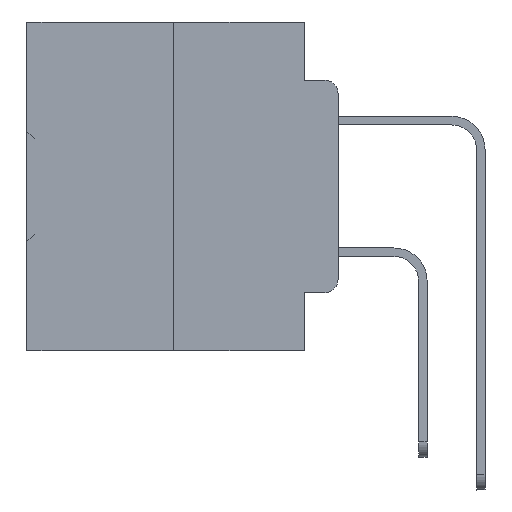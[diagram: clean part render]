
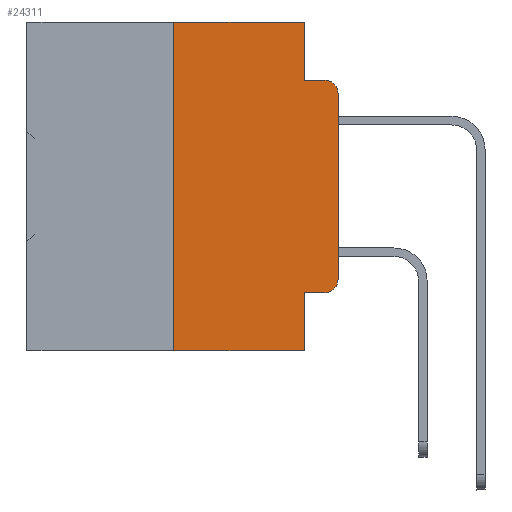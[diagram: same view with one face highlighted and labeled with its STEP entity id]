
A CAD part, left-side view. The second image highlights one B-rep face of the part: STEP entity #24311.
In plain terms, the highlighted planar face has unit normal (-1, 0, 0).
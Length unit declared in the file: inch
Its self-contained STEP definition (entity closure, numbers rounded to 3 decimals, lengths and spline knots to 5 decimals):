
#122 = EDGE_CURVE ( 'NONE', #18071, #34011, #28911, .T. ) ;
#256 = DIRECTION ( 'NONE',  ( 1., 0., 0. ) ) ;
#409 = DIRECTION ( 'NONE',  ( -1., 0., 0. ) ) ;
#1019 = ORIENTED_EDGE ( 'NONE', *, *, #6327, .T. ) ;
#1513 = CARTESIAN_POINT ( 'NONE',  ( 0., 0.25, -0.5 ) ) ;
#1630 = CARTESIAN_POINT ( 'NONE',  ( 0., 0.02, -0.4115 ) ) ;
#2013 = VECTOR ( 'NONE', #15679, 39.37008 ) ;
#2199 = VECTOR ( 'NONE', #38787, 39.37008 ) ;
#2209 = CARTESIAN_POINT ( 'NONE',  ( 0., 0.051, -0.5 ) ) ;
#3194 = LINE ( 'NONE', #14358, #2199 ) ;
#3271 = LINE ( 'NONE', #28026, #25986 ) ;
#3647 = VECTOR ( 'NONE', #16564, 39.37008 ) ;
#3972 = ORIENTED_EDGE ( 'NONE', *, *, #35393, .F. ) ;
#4031 = DIRECTION ( 'NONE',  ( -1., 0., 0. ) ) ;
#4544 = FACE_OUTER_BOUND ( 'NONE', #8307, .T. ) ;
#4930 = EDGE_CURVE ( 'NONE', #33511, #37671, #11299, .T. ) ;
#5512 = DIRECTION ( 'NONE',  ( 0., 0., -1. ) ) ;
#5834 = VERTEX_POINT ( 'NONE', #1630 ) ;
#5912 = ORIENTED_EDGE ( 'NONE', *, *, #20302, .F. ) ;
#5955 = ORIENTED_EDGE ( 'NONE', *, *, #38293, .T. ) ;
#6327 = EDGE_CURVE ( 'NONE', #17665, #5834, #20116, .T. ) ;
#6943 = CARTESIAN_POINT ( 'NONE',  ( 0., 0.25, 0. ) ) ;
#7219 = VERTEX_POINT ( 'NONE', #2209 ) ;
#8082 = CARTESIAN_POINT ( 'NONE',  ( 0., 0., -0.1085 ) ) ;
#8307 = EDGE_LOOP ( 'NONE', ( #8362, #19457, #3972, #5912, #32469, #37194, #13782, #22832, #1019, #5955 ) ) ;
#8339 = LINE ( 'NONE', #19197, #38091 ) ;
#8362 = ORIENTED_EDGE ( 'NONE', *, *, #39160, .T. ) ;
#8904 = VERTEX_POINT ( 'NONE', #27514 ) ;
#9355 = LINE ( 'NONE', #27854, #2013 ) ;
#9418 = DIRECTION ( 'NONE',  ( 0., 0., -1. ) ) ;
#10242 = CARTESIAN_POINT ( 'NONE',  ( 0., 0.051, -0.0885 ) ) ;
#11299 = LINE ( 'NONE', #34097, #18495 ) ;
#11663 = LINE ( 'NONE', #17244, #27952 ) ;
#12771 = DIRECTION ( 'NONE',  ( 0., -1., 0. ) ) ;
#13717 = VECTOR ( 'NONE', #39084, 39.37008 ) ;
#13782 = ORIENTED_EDGE ( 'NONE', *, *, #27788, .T. ) ;
#14358 = CARTESIAN_POINT ( 'NONE',  ( 0., 0., 0. ) ) ;
#15629 = AXIS2_PLACEMENT_3D ( 'NONE', #31125, #256, #21969 ) ;
#15679 = DIRECTION ( 'NONE',  ( 0., 0., -1. ) ) ;
#16564 = DIRECTION ( 'NONE',  ( 0., -1., 0. ) ) ;
#17244 = CARTESIAN_POINT ( 'NONE',  ( 0., 0.473, -0.5 ) ) ;
#17665 = VERTEX_POINT ( 'NONE', #30734 ) ;
#17712 = CARTESIAN_POINT ( 'NONE',  ( 0., 0.051, -0.0885 ) ) ;
#18071 = VERTEX_POINT ( 'NONE', #8082 ) ;
#18495 = VECTOR ( 'NONE', #21734, 39.37008 ) ;
#19036 = CARTESIAN_POINT ( 'NONE',  ( 0., 0.02, -0.3915 ) ) ;
#19197 = CARTESIAN_POINT ( 'NONE',  ( 0., 0.051, 0. ) ) ;
#19457 = ORIENTED_EDGE ( 'NONE', *, *, #122, .T. ) ;
#20116 = LINE ( 'NONE', #31882, #3647 ) ;
#20302 = EDGE_CURVE ( 'NONE', #8904, #23120, #9355, .T. ) ;
#21628 = VERTEX_POINT ( 'NONE', #37226 ) ;
#21734 = DIRECTION ( 'NONE',  ( 0., 0., 1. ) ) ;
#21969 = DIRECTION ( 'NONE',  ( 0., 0., -1. ) ) ;
#22120 = DIRECTION ( 'NONE',  ( 0., 0., -1. ) ) ;
#22832 = ORIENTED_EDGE ( 'NONE', *, *, #25650, .F. ) ;
#23120 = VERTEX_POINT ( 'NONE', #10242 ) ;
#24311 = ADVANCED_FACE ( 'NONE', ( #4544 ), #37211, .F. ) ;
#25004 = CIRCLE ( 'NONE', #32271, 0.02 ) ;
#25650 = EDGE_CURVE ( 'NONE', #17665, #7219, #8339, .T. ) ;
#25690 = CARTESIAN_POINT ( 'NONE',  ( 0., 0.02, -0.0885 ) ) ;
#25986 = VECTOR ( 'NONE', #12771, 39.37008 ) ;
#27514 = CARTESIAN_POINT ( 'NONE',  ( 0., 0.051, 0. ) ) ;
#27788 = EDGE_CURVE ( 'NONE', #33511, #7219, #11663, .T. ) ;
#27854 = CARTESIAN_POINT ( 'NONE',  ( 0., 0.051, 0. ) ) ;
#27952 = VECTOR ( 'NONE', #35581, 39.37008 ) ;
#28026 = CARTESIAN_POINT ( 'NONE',  ( 0., 0.473, 0. ) ) ;
#28911 = CIRCLE ( 'NONE', #32751, 0.02 ) ;
#29015 = LINE ( 'NONE', #17712, #13717 ) ;
#30734 = CARTESIAN_POINT ( 'NONE',  ( 0., 0.051, -0.4115 ) ) ;
#31125 = CARTESIAN_POINT ( 'NONE',  ( 0., 0.473, 0. ) ) ;
#31882 = CARTESIAN_POINT ( 'NONE',  ( 0., 0.051, -0.4115 ) ) ;
#32271 = AXIS2_PLACEMENT_3D ( 'NONE', #19036, #409, #22120 ) ;
#32469 = ORIENTED_EDGE ( 'NONE', *, *, #38240, .F. ) ;
#32751 = AXIS2_PLACEMENT_3D ( 'NONE', #38360, #4031, #5512 ) ;
#33511 = VERTEX_POINT ( 'NONE', #1513 ) ;
#34011 = VERTEX_POINT ( 'NONE', #25690 ) ;
#34097 = CARTESIAN_POINT ( 'NONE',  ( 0., 0.25, 0. ) ) ;
#35393 = EDGE_CURVE ( 'NONE', #23120, #34011, #29015, .T. ) ;
#35581 = DIRECTION ( 'NONE',  ( 0., -1., 0. ) ) ;
#37194 = ORIENTED_EDGE ( 'NONE', *, *, #4930, .F. ) ;
#37211 = PLANE ( 'NONE',  #15629 ) ;
#37226 = CARTESIAN_POINT ( 'NONE',  ( 0., 0., -0.3915 ) ) ;
#37671 = VERTEX_POINT ( 'NONE', #6943 ) ;
#38091 = VECTOR ( 'NONE', #9418, 39.37008 ) ;
#38240 = EDGE_CURVE ( 'NONE', #37671, #8904, #3271, .T. ) ;
#38293 = EDGE_CURVE ( 'NONE', #5834, #21628, #25004, .T. ) ;
#38360 = CARTESIAN_POINT ( 'NONE',  ( 0., 0.02, -0.1085 ) ) ;
#38787 = DIRECTION ( 'NONE',  ( 0., 0., 1. ) ) ;
#39084 = DIRECTION ( 'NONE',  ( 0., -1., 0. ) ) ;
#39160 = EDGE_CURVE ( 'NONE', #21628, #18071, #3194, .T. ) ;
